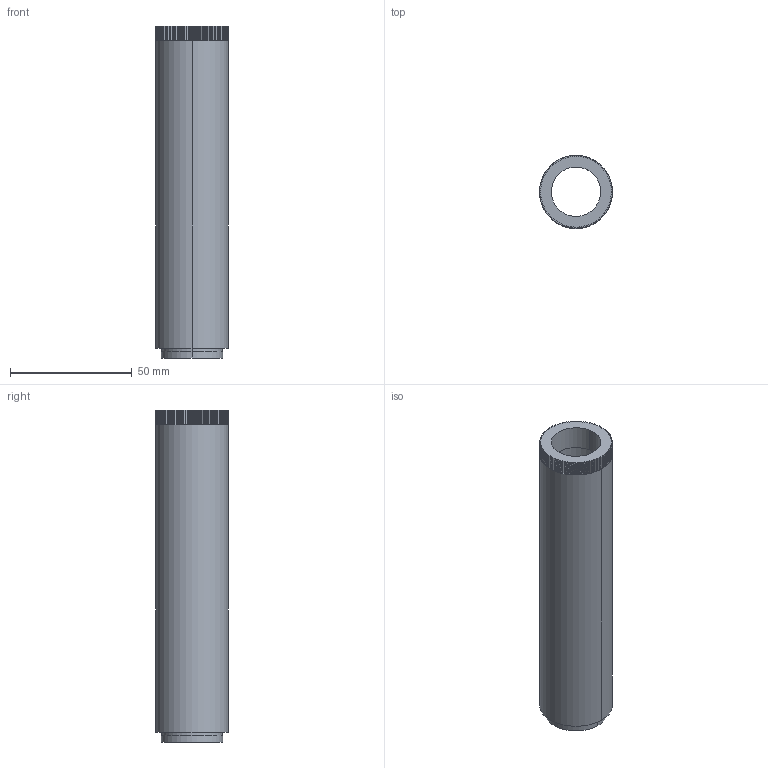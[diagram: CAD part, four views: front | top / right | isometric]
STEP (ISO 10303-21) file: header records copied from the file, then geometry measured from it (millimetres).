
FILE_DESCRIPTION (( 'STEP AP203' ), '1' );
FILE_NAME ('54868.step', '2010-01-29T18:05:25', ( ' ' ), ( ' ' ), 'SwSTEP 2.0', 'SolidWorks 2009', '' );
FILE_SCHEMA (( 'CONFIG_CONTROL_DESIGN' ));
Length unit declared in the file: millimetre
Products named in the file (1): 54868
Bounding box: 30 x 30 x 136.5 mm (x, y, z)
Volume: 32647.9 mm3; surface area: 25231.2 mm2
Topology: 1 solids, 3 shells, 398 faces, 1149 edges, 766 vertices
Faces by surface type: plane 251, cylinder 147
Entity records: 13172 total; most frequent: CARTESIAN_POINT 2314, ORIENTED_EDGE 2298, DIRECTION 2241, EDGE_CURVE 1149, VECTOR 855, LINE 855, VERTEX_POINT 766, AXIS2_PLACEMENT_3D 693
